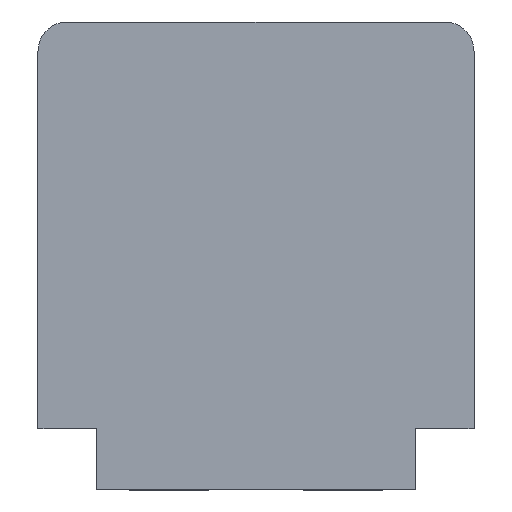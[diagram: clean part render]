
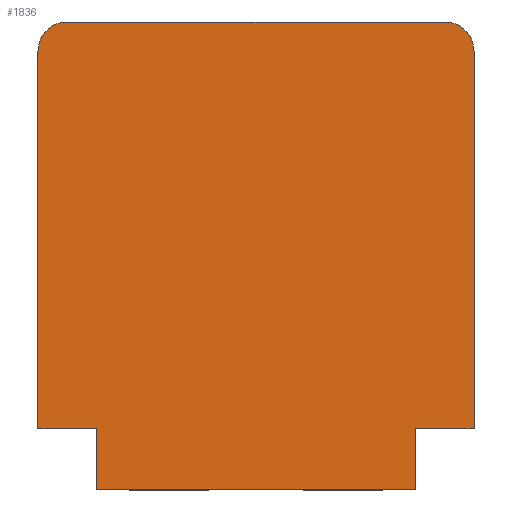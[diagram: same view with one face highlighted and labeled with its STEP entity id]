
A CAD part, left-side view. The second image highlights one B-rep face of the part: STEP entity #1836.
In plain terms, the highlighted planar face has unit normal (-1, 0, 0).
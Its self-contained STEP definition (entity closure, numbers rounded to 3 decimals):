
#1768=AXIS2_PLACEMENT_3D('Plane Axis2P3D',#1765,#1766,#1767) ;
#1781=AXIS2_PLACEMENT_3D('Circle Axis2P3D',#1779,#1780,$) ;
#1795=AXIS2_PLACEMENT_3D('Circle Axis2P3D',#1793,#1794,$) ;
#262=CARTESIAN_POINT('Vertex',(0.,13.,2.1)) ;
#265=CARTESIAN_POINT('Line Origine',(0.,14.,2.1)) ;
#269=CARTESIAN_POINT('Vertex',(0.,15.,2.1)) ;
#1712=CARTESIAN_POINT('Line Origine',(0.,15.,8.6)) ;
#1716=CARTESIAN_POINT('Vertex',(0.,15.,15.1)) ;
#1765=CARTESIAN_POINT('Axis2P3D Location',(0.,15.,0.)) ;
#1770=CARTESIAN_POINT('Line Origine',(0.,0.,8.6)) ;
#1774=CARTESIAN_POINT('Vertex',(0.,0.,15.1)) ;
#1776=CARTESIAN_POINT('Vertex',(0.,0.,2.1)) ;
#1779=CARTESIAN_POINT('Axis2P3D Location',(0.,1.,15.1)) ;
#1783=CARTESIAN_POINT('Vertex',(0.,0.995,16.1)) ;
#1786=CARTESIAN_POINT('Line Origine',(0.,7.5,16.1)) ;
#1790=CARTESIAN_POINT('Vertex',(0.,14.005,16.1)) ;
#1793=CARTESIAN_POINT('Axis2P3D Location',(0.,14.,15.1)) ;
#1798=CARTESIAN_POINT('Line Origine',(0.,13.,1.05)) ;
#1802=CARTESIAN_POINT('Vertex',(0.,13.,0.)) ;
#1805=CARTESIAN_POINT('Line Origine',(0.,7.5,0.)) ;
#1809=CARTESIAN_POINT('Vertex',(0.,2.,0.)) ;
#1812=CARTESIAN_POINT('Line Origine',(0.,2.,1.05)) ;
#1816=CARTESIAN_POINT('Vertex',(0.,2.,2.1)) ;
#1819=CARTESIAN_POINT('Line Origine',(0.,1.,2.1)) ;
#266=DIRECTION('Vector Direction',(0.,1.,0.)) ;
#1713=DIRECTION('Vector Direction',(0.,0.,1.)) ;
#1766=DIRECTION('Axis2P3D Direction',(1.,0.,-0.)) ;
#1767=DIRECTION('Axis2P3D XDirection',(0.,0.,1.)) ;
#1771=DIRECTION('Vector Direction',(0.,0.,1.)) ;
#1780=DIRECTION('Axis2P3D Direction',(1.,0.,-0.)) ;
#1787=DIRECTION('Vector Direction',(0.,-1.,0.)) ;
#1794=DIRECTION('Axis2P3D Direction',(1.,0.,-0.)) ;
#1799=DIRECTION('Vector Direction',(0.,0.,-1.)) ;
#1806=DIRECTION('Vector Direction',(0.,-1.,0.)) ;
#1813=DIRECTION('Vector Direction',(0.,0.,-1.)) ;
#1820=DIRECTION('Vector Direction',(0.,1.,0.)) ;
#267=VECTOR('Line Direction',#266,1.) ;
#1714=VECTOR('Line Direction',#1713,1.) ;
#1772=VECTOR('Line Direction',#1771,1.) ;
#1788=VECTOR('Line Direction',#1787,1.) ;
#1800=VECTOR('Line Direction',#1799,1.) ;
#1807=VECTOR('Line Direction',#1806,1.) ;
#1814=VECTOR('Line Direction',#1813,1.) ;
#1821=VECTOR('Line Direction',#1820,1.) ;
#1825=ORIENTED_EDGE('',*,*,#1778,.F.) ;
#1826=ORIENTED_EDGE('',*,*,#1785,.F.) ;
#1827=ORIENTED_EDGE('',*,*,#1792,.F.) ;
#1828=ORIENTED_EDGE('',*,*,#1797,.F.) ;
#1829=ORIENTED_EDGE('',*,*,#1718,.T.) ;
#1830=ORIENTED_EDGE('',*,*,#271,.F.) ;
#1831=ORIENTED_EDGE('',*,*,#1804,.T.) ;
#1832=ORIENTED_EDGE('',*,*,#1811,.F.) ;
#1833=ORIENTED_EDGE('',*,*,#1818,.F.) ;
#1834=ORIENTED_EDGE('',*,*,#1823,.F.) ;
#1836=ADVANCED_FACE('V1',(#1835),#1769,.F.) ;
#1782=CIRCLE('generated circle',#1781,1.) ;
#1796=CIRCLE('generated circle',#1795,1.) ;
#271=EDGE_CURVE('',#263,#270,#268,.T.) ;
#1718=EDGE_CURVE('',#1717,#270,#1715,.F.) ;
#1778=EDGE_CURVE('',#1775,#1777,#1773,.F.) ;
#1785=EDGE_CURVE('',#1784,#1775,#1782,.T.) ;
#1792=EDGE_CURVE('',#1791,#1784,#1789,.T.) ;
#1797=EDGE_CURVE('',#1717,#1791,#1796,.T.) ;
#1804=EDGE_CURVE('',#263,#1803,#1801,.T.) ;
#1811=EDGE_CURVE('',#1810,#1803,#1808,.F.) ;
#1818=EDGE_CURVE('',#1817,#1810,#1815,.T.) ;
#1823=EDGE_CURVE('',#1777,#1817,#1822,.T.) ;
#1824=EDGE_LOOP('',(#1825,#1826,#1827,#1828,#1829,#1830,#1831,#1832,#1833,#1834)) ;
#1835=FACE_OUTER_BOUND('',#1824,.T.) ;
#268=LINE('Line',#265,#267) ;
#1715=LINE('Line',#1712,#1714) ;
#1773=LINE('Line',#1770,#1772) ;
#1789=LINE('Line',#1786,#1788) ;
#1801=LINE('Line',#1798,#1800) ;
#1808=LINE('Line',#1805,#1807) ;
#1815=LINE('Line',#1812,#1814) ;
#1822=LINE('Line',#1819,#1821) ;
#1769=PLANE('',#1768) ;
#263=VERTEX_POINT('',#262) ;
#270=VERTEX_POINT('',#269) ;
#1717=VERTEX_POINT('',#1716) ;
#1775=VERTEX_POINT('',#1774) ;
#1777=VERTEX_POINT('',#1776) ;
#1784=VERTEX_POINT('',#1783) ;
#1791=VERTEX_POINT('',#1790) ;
#1803=VERTEX_POINT('',#1802) ;
#1810=VERTEX_POINT('',#1809) ;
#1817=VERTEX_POINT('',#1816) ;
